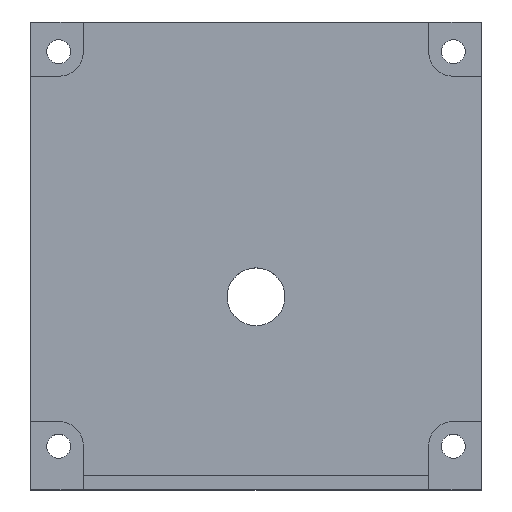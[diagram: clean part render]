
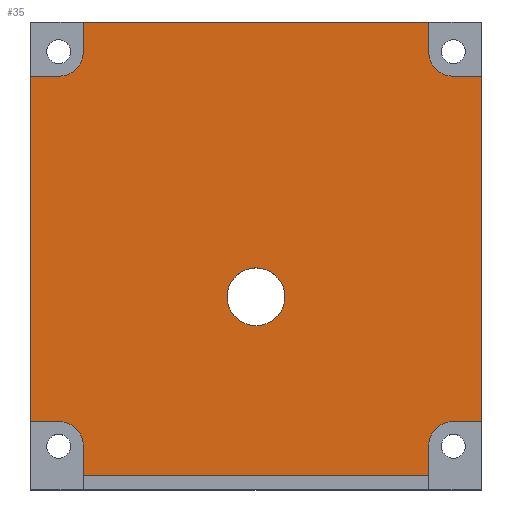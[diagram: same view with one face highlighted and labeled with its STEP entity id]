
A CAD part, top view. The second image highlights one B-rep face of the part: STEP entity #35.
In plain terms, the highlighted face is planar.
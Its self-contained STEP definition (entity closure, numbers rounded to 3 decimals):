
#35 = ADVANCED_FACE('',(#36,#170),#181,.F.);
#36 = FACE_BOUND('',#37,.F.);
#37 = EDGE_LOOP('',(#38,#48,#56,#65,#73,#81,#89,#98,#106,#114,#122,#131,
    #139,#147,#155,#164));
#38 = ORIENTED_EDGE('',*,*,#39,.F.);
#39 = EDGE_CURVE('',#40,#42,#44,.T.);
#40 = VERTEX_POINT('',#41);
#41 = CARTESIAN_POINT('',(-16.,-12.25,0.));
#42 = VERTEX_POINT('',#43);
#43 = CARTESIAN_POINT('',(-16.,12.25,0.));
#44 = LINE('',#45,#46);
#45 = CARTESIAN_POINT('',(-16.,-16.1,0.));
#46 = VECTOR('',#47,1.);
#47 = DIRECTION('',(0.,1.,0.));
#48 = ORIENTED_EDGE('',*,*,#49,.T.);
#49 = EDGE_CURVE('',#40,#50,#52,.T.);
#50 = VERTEX_POINT('',#51);
#51 = CARTESIAN_POINT('',(-14.,-12.25,0.));
#52 = LINE('',#53,#54);
#53 = CARTESIAN_POINT('',(-17.5,-12.25,0.));
#54 = VECTOR('',#55,1.);
#55 = DIRECTION('',(1.,0.,0.));
#56 = ORIENTED_EDGE('',*,*,#57,.F.);
#57 = EDGE_CURVE('',#58,#50,#60,.T.);
#58 = VERTEX_POINT('',#59);
#59 = CARTESIAN_POINT('',(-12.25,-14.,0.));
#60 = CIRCLE('',#61,1.75);
#61 = AXIS2_PLACEMENT_3D('',#62,#63,#64);
#62 = CARTESIAN_POINT('',(-14.,-14.,0.));
#63 = DIRECTION('',(0.,0.,1.));
#64 = DIRECTION('',(0.,1.,0.));
#65 = ORIENTED_EDGE('',*,*,#66,.T.);
#66 = EDGE_CURVE('',#58,#67,#69,.T.);
#67 = VERTEX_POINT('',#68);
#68 = CARTESIAN_POINT('',(-12.25,-16.1,0.));
#69 = LINE('',#70,#71);
#70 = CARTESIAN_POINT('',(-12.25,-15.05,0.));
#71 = VECTOR('',#72,1.);
#72 = DIRECTION('',(0.,-1.,0.));
#73 = ORIENTED_EDGE('',*,*,#74,.T.);
#74 = EDGE_CURVE('',#67,#75,#77,.T.);
#75 = VERTEX_POINT('',#76);
#76 = CARTESIAN_POINT('',(12.25,-16.1,0.));
#77 = LINE('',#78,#79);
#78 = CARTESIAN_POINT('',(-16.,-16.1,0.));
#79 = VECTOR('',#80,1.);
#80 = DIRECTION('',(1.,0.,0.));
#81 = ORIENTED_EDGE('',*,*,#82,.T.);
#82 = EDGE_CURVE('',#75,#83,#85,.T.);
#83 = VERTEX_POINT('',#84);
#84 = CARTESIAN_POINT('',(12.25,-14.,0.));
#85 = LINE('',#86,#87);
#86 = CARTESIAN_POINT('',(12.25,-17.55,0.));
#87 = VECTOR('',#88,1.);
#88 = DIRECTION('',(0.,1.,0.));
#89 = ORIENTED_EDGE('',*,*,#90,.F.);
#90 = EDGE_CURVE('',#91,#83,#93,.T.);
#91 = VERTEX_POINT('',#92);
#92 = CARTESIAN_POINT('',(14.,-12.25,0.));
#93 = CIRCLE('',#94,1.75);
#94 = AXIS2_PLACEMENT_3D('',#95,#96,#97);
#95 = CARTESIAN_POINT('',(14.,-14.,0.));
#96 = DIRECTION('',(0.,0.,1.));
#97 = DIRECTION('',(-1.,0.,0.));
#98 = ORIENTED_EDGE('',*,*,#99,.T.);
#99 = EDGE_CURVE('',#91,#100,#102,.T.);
#100 = VERTEX_POINT('',#101);
#101 = CARTESIAN_POINT('',(16.,-12.25,0.));
#102 = LINE('',#103,#104);
#103 = CARTESIAN_POINT('',(-1.,-12.25,0.));
#104 = VECTOR('',#105,1.);
#105 = DIRECTION('',(1.,0.,0.));
#106 = ORIENTED_EDGE('',*,*,#107,.T.);
#107 = EDGE_CURVE('',#100,#108,#110,.T.);
#108 = VERTEX_POINT('',#109);
#109 = CARTESIAN_POINT('',(16.,12.25,0.));
#110 = LINE('',#111,#112);
#111 = CARTESIAN_POINT('',(16.,-16.1,0.));
#112 = VECTOR('',#113,1.);
#113 = DIRECTION('',(0.,1.,0.));
#114 = ORIENTED_EDGE('',*,*,#115,.T.);
#115 = EDGE_CURVE('',#108,#116,#118,.T.);
#116 = VERTEX_POINT('',#117);
#117 = CARTESIAN_POINT('',(14.,12.25,0.));
#118 = LINE('',#119,#120);
#119 = CARTESIAN_POINT('',(1.5,12.25,0.));
#120 = VECTOR('',#121,1.);
#121 = DIRECTION('',(-1.,0.,0.));
#122 = ORIENTED_EDGE('',*,*,#123,.F.);
#123 = EDGE_CURVE('',#124,#116,#126,.T.);
#124 = VERTEX_POINT('',#125);
#125 = CARTESIAN_POINT('',(12.25,14.,0.));
#126 = CIRCLE('',#127,1.75);
#127 = AXIS2_PLACEMENT_3D('',#128,#129,#130);
#128 = CARTESIAN_POINT('',(14.,14.,0.));
#129 = DIRECTION('',(0.,0.,1.));
#130 = DIRECTION('',(0.,-1.,0.));
#131 = ORIENTED_EDGE('',*,*,#132,.T.);
#132 = EDGE_CURVE('',#124,#133,#135,.T.);
#133 = VERTEX_POINT('',#134);
#134 = CARTESIAN_POINT('',(12.25,16.1,0.));
#135 = LINE('',#136,#137);
#136 = CARTESIAN_POINT('',(12.25,-1.05,0.));
#137 = VECTOR('',#138,1.);
#138 = DIRECTION('',(0.,1.,0.));
#139 = ORIENTED_EDGE('',*,*,#140,.F.);
#140 = EDGE_CURVE('',#141,#133,#143,.T.);
#141 = VERTEX_POINT('',#142);
#142 = CARTESIAN_POINT('',(-12.25,16.1,0.));
#143 = LINE('',#144,#145);
#144 = CARTESIAN_POINT('',(-16.,16.1,0.));
#145 = VECTOR('',#146,1.);
#146 = DIRECTION('',(1.,0.,0.));
#147 = ORIENTED_EDGE('',*,*,#148,.T.);
#148 = EDGE_CURVE('',#141,#149,#151,.T.);
#149 = VERTEX_POINT('',#150);
#150 = CARTESIAN_POINT('',(-12.25,14.,0.));
#151 = LINE('',#152,#153);
#152 = CARTESIAN_POINT('',(-12.25,1.45,0.));
#153 = VECTOR('',#154,1.);
#154 = DIRECTION('',(0.,-1.,0.));
#155 = ORIENTED_EDGE('',*,*,#156,.F.);
#156 = EDGE_CURVE('',#157,#149,#159,.T.);
#157 = VERTEX_POINT('',#158);
#158 = CARTESIAN_POINT('',(-14.,12.25,0.));
#159 = CIRCLE('',#160,1.75);
#160 = AXIS2_PLACEMENT_3D('',#161,#162,#163);
#161 = CARTESIAN_POINT('',(-14.,14.,0.));
#162 = DIRECTION('',(0.,0.,1.));
#163 = DIRECTION('',(1.,0.,0.));
#164 = ORIENTED_EDGE('',*,*,#165,.T.);
#165 = EDGE_CURVE('',#157,#42,#166,.T.);
#166 = LINE('',#167,#168);
#167 = CARTESIAN_POINT('',(-15.,12.25,0.));
#168 = VECTOR('',#169,1.);
#169 = DIRECTION('',(-1.,0.,0.));
#170 = FACE_BOUND('',#171,.F.);
#171 = EDGE_LOOP('',(#172));
#172 = ORIENTED_EDGE('',*,*,#173,.F.);
#173 = EDGE_CURVE('',#174,#174,#176,.T.);
#174 = VERTEX_POINT('',#175);
#175 = CARTESIAN_POINT('',(2.05,3.4,0.));
#176 = CIRCLE('',#177,2.05);
#177 = AXIS2_PLACEMENT_3D('',#178,#179,#180);
#178 = CARTESIAN_POINT('',(0.,3.4,0.));
#179 = DIRECTION('',(0.,0.,1.));
#180 = DIRECTION('',(1.,0.,0.));
#181 = PLANE('',#182);
#182 = AXIS2_PLACEMENT_3D('',#183,#184,#185);
#183 = CARTESIAN_POINT('',(-16.,-16.1,0.));
#184 = DIRECTION('',(0.,0.,1.));
#185 = DIRECTION('',(0.,1.,0.));
